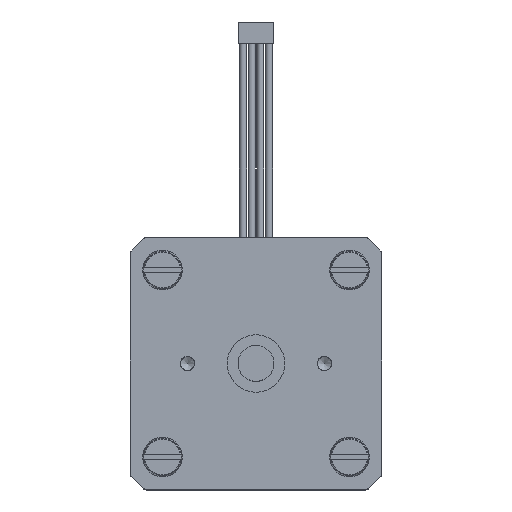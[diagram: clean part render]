
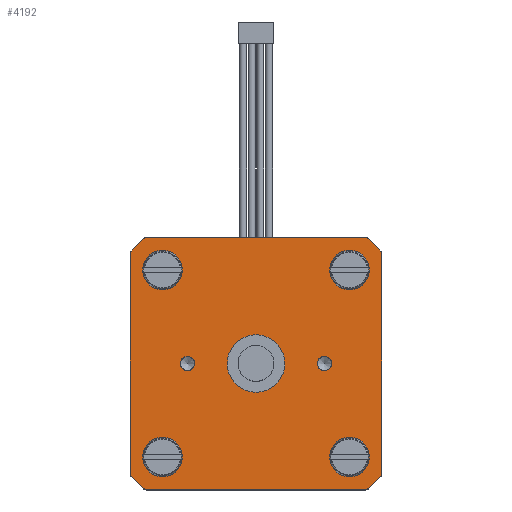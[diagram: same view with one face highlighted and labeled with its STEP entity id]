
A CAD part, top view. The second image highlights one B-rep face of the part: STEP entity #4192.
In plain terms, the highlighted face is planar.
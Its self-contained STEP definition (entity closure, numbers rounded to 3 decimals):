
#2668=CARTESIAN_POINT('',(8.518,0.,0.0));
#2669=VERTEX_POINT('',#2668);
#2670=CARTESIAN_POINT('',(9.525,0.,0.0));
#2671=DIRECTION('',(0.0,0.0,1.0));
#2672=DIRECTION('',(-1.0,0.0,0.0));
#2673=AXIS2_PLACEMENT_3D('',#2670,#2671,#2672);
#2674=CIRCLE('',#2673,1.007);
#2675=EDGE_CURVE('',#2669,#2669,#2674,.T.);
#2781=CARTESIAN_POINT('',(-10.532,0.,0.0));
#2782=VERTEX_POINT('',#2781);
#2783=CARTESIAN_POINT('',(-9.525,0.,0.0));
#2784=DIRECTION('',(0.0,0.0,1.0));
#2785=DIRECTION('',(-1.0,0.0,0.0));
#2786=AXIS2_PLACEMENT_3D('',#2783,#2784,#2785);
#2787=CIRCLE('',#2786,1.007);
#2788=EDGE_CURVE('',#2782,#2782,#2787,.T.);
#3098=CARTESIAN_POINT('',(-4.0,0.,0.0));
#3099=VERTEX_POINT('',#3098);
#3100=CARTESIAN_POINT('',(0.0,0.0,0.0));
#3101=DIRECTION('',(0.0,0.0,1.0));
#3102=DIRECTION('',(1.0,0.0,0.0));
#3103=AXIS2_PLACEMENT_3D('',#3100,#3101,#3102);
#3104=CIRCLE('',#3103,4.0);
#3105=EDGE_CURVE('',#3099,#3099,#3104,.T.);
#3126=CARTESIAN_POINT('',(-15.75,13.0,0.0));
#3127=VERTEX_POINT('',#3126);
#3128=CARTESIAN_POINT('',(-13.,13.0,0.0));
#3129=DIRECTION('',(0.0,0.0,1.0));
#3130=DIRECTION('',(1.0,0.0,0.0));
#3131=AXIS2_PLACEMENT_3D('',#3128,#3129,#3130);
#3132=CIRCLE('',#3131,2.75);
#3133=EDGE_CURVE('',#3127,#3127,#3132,.T.);
#3154=CARTESIAN_POINT('',(-15.75,-13.0,0.0));
#3155=VERTEX_POINT('',#3154);
#3156=CARTESIAN_POINT('',(-13.,-13.0,0.0));
#3157=DIRECTION('',(0.0,0.0,-1.0));
#3158=DIRECTION('',(1.0,0.0,0.0));
#3159=AXIS2_PLACEMENT_3D('',#3156,#3157,#3158);
#3160=CIRCLE('',#3159,2.75);
#3161=EDGE_CURVE('',#3155,#3155,#3160,.T.);
#3182=CARTESIAN_POINT('',(10.25,-13.0,0.0));
#3183=VERTEX_POINT('',#3182);
#3184=CARTESIAN_POINT('',(13.,-13.0,0.0));
#3185=DIRECTION('',(0.0,0.0,1.0));
#3186=DIRECTION('',(-1.0,0.0,0.0));
#3187=AXIS2_PLACEMENT_3D('',#3184,#3185,#3186);
#3188=CIRCLE('',#3187,2.75);
#3189=EDGE_CURVE('',#3183,#3183,#3188,.T.);
#3210=CARTESIAN_POINT('',(10.25,13.0,0.0));
#3211=VERTEX_POINT('',#3210);
#3212=CARTESIAN_POINT('',(13.,13.0,0.0));
#3213=DIRECTION('',(0.0,0.0,-1.0));
#3214=DIRECTION('',(-1.0,0.0,0.0));
#3215=AXIS2_PLACEMENT_3D('',#3212,#3213,#3214);
#3216=CIRCLE('',#3215,2.75);
#3217=EDGE_CURVE('',#3211,#3211,#3216,.T.);
#4028=CARTESIAN_POINT('',(-17.5,-17.5,0.0));
#4029=DIRECTION('',(0.0,0.0,1.0));
#4030=DIRECTION('',(1.0,0.0,0.0));
#4031=AXIS2_PLACEMENT_3D('',#4028,#4029,#4030);
#4032=PLANE('',#4031);
#4033=CARTESIAN_POINT('',(15.293,17.5,0.0));
#4034=VERTEX_POINT('',#4033);
#4035=CARTESIAN_POINT('',(-15.293,17.5,0.0));
#4036=VERTEX_POINT('',#4035);
#4037=CARTESIAN_POINT('',(15.293,17.5,0.0));
#4038=DIRECTION('',(-1.0,0.0,0.0));
#4039=VECTOR('',#4038,30.586);
#4040=LINE('',#4037,#4039);
#4041=EDGE_CURVE('',#4034,#4036,#4040,.T.);
#4042=ORIENTED_EDGE('',*,*,#4041,.F.);
#4043=CARTESIAN_POINT('',(15.646,17.354,0.0));
#4044=VERTEX_POINT('',#4043);
#4045=CARTESIAN_POINT('',(15.293,17.0,0.0));
#4046=DIRECTION('',(0.0,0.0,-1.0));
#4047=DIRECTION('',(1.0,0.0,0.0));
#4048=AXIS2_PLACEMENT_3D('',#4045,#4046,#4047);
#4049=CIRCLE('',#4048,0.5);
#4050=EDGE_CURVE('',#4034,#4044,#4049,.T.);
#4051=ORIENTED_EDGE('',*,*,#4050,.T.);
#4052=CARTESIAN_POINT('',(17.354,15.646,0.0));
#4053=VERTEX_POINT('',#4052);
#4054=CARTESIAN_POINT('',(15.646,17.354,0.0));
#4055=DIRECTION('',(0.707,-0.707,0.0));
#4056=VECTOR('',#4055,2.414);
#4057=LINE('',#4054,#4056);
#4058=EDGE_CURVE('',#4044,#4053,#4057,.T.);
#4059=ORIENTED_EDGE('',*,*,#4058,.T.);
#4060=CARTESIAN_POINT('',(17.5,15.293,0.0));
#4061=VERTEX_POINT('',#4060);
#4062=CARTESIAN_POINT('',(17.,15.293,0.0));
#4063=DIRECTION('',(0.0,0.0,-1.0));
#4064=DIRECTION('',(1.0,0.0,0.0));
#4065=AXIS2_PLACEMENT_3D('',#4062,#4063,#4064);
#4066=CIRCLE('',#4065,0.5);
#4067=EDGE_CURVE('',#4053,#4061,#4066,.T.);
#4068=ORIENTED_EDGE('',*,*,#4067,.T.);
#4069=CARTESIAN_POINT('',(17.5,-15.293,0.0));
#4070=VERTEX_POINT('',#4069);
#4071=CARTESIAN_POINT('',(17.5,-15.293,0.0));
#4072=DIRECTION('',(0.0,1.0,0.0));
#4073=VECTOR('',#4072,30.586);
#4074=LINE('',#4071,#4073);
#4075=EDGE_CURVE('',#4070,#4061,#4074,.T.);
#4076=ORIENTED_EDGE('',*,*,#4075,.F.);
#4077=CARTESIAN_POINT('',(17.354,-15.646,0.0));
#4078=VERTEX_POINT('',#4077);
#4079=CARTESIAN_POINT('',(17.,-15.293,0.0));
#4080=DIRECTION('',(0.0,0.0,-1.0));
#4081=DIRECTION('',(1.0,0.0,0.0));
#4082=AXIS2_PLACEMENT_3D('',#4079,#4080,#4081);
#4083=CIRCLE('',#4082,0.5);
#4084=EDGE_CURVE('',#4070,#4078,#4083,.T.);
#4085=ORIENTED_EDGE('',*,*,#4084,.T.);
#4086=CARTESIAN_POINT('',(15.646,-17.354,0.0));
#4087=VERTEX_POINT('',#4086);
#4088=CARTESIAN_POINT('',(17.354,-15.646,0.0));
#4089=DIRECTION('',(-0.707,-0.707,0.0));
#4090=VECTOR('',#4089,2.414);
#4091=LINE('',#4088,#4090);
#4092=EDGE_CURVE('',#4078,#4087,#4091,.T.);
#4093=ORIENTED_EDGE('',*,*,#4092,.T.);
#4094=CARTESIAN_POINT('',(15.293,-17.5,0.0));
#4095=VERTEX_POINT('',#4094);
#4096=CARTESIAN_POINT('',(15.293,-17.0,0.0));
#4097=DIRECTION('',(0.0,0.0,-1.0));
#4098=DIRECTION('',(1.0,0.0,0.0));
#4099=AXIS2_PLACEMENT_3D('',#4096,#4097,#4098);
#4100=CIRCLE('',#4099,0.5);
#4101=EDGE_CURVE('',#4087,#4095,#4100,.T.);
#4102=ORIENTED_EDGE('',*,*,#4101,.T.);
#4103=CARTESIAN_POINT('',(-15.293,-17.5,0.0));
#4104=VERTEX_POINT('',#4103);
#4105=CARTESIAN_POINT('',(-15.293,-17.5,0.0));
#4106=DIRECTION('',(1.0,0.0,0.0));
#4107=VECTOR('',#4106,30.586);
#4108=LINE('',#4105,#4107);
#4109=EDGE_CURVE('',#4104,#4095,#4108,.T.);
#4110=ORIENTED_EDGE('',*,*,#4109,.F.);
#4111=CARTESIAN_POINT('',(-15.646,-17.354,0.0));
#4112=VERTEX_POINT('',#4111);
#4113=CARTESIAN_POINT('',(-15.293,-17.,0.0));
#4114=DIRECTION('',(0.0,0.0,-1.0));
#4115=DIRECTION('',(1.0,0.0,0.0));
#4116=AXIS2_PLACEMENT_3D('',#4113,#4114,#4115);
#4117=CIRCLE('',#4116,0.5);
#4118=EDGE_CURVE('',#4104,#4112,#4117,.T.);
#4119=ORIENTED_EDGE('',*,*,#4118,.T.);
#4120=CARTESIAN_POINT('',(-17.354,-15.646,0.0));
#4121=VERTEX_POINT('',#4120);
#4122=CARTESIAN_POINT('',(-15.646,-17.354,0.0));
#4123=DIRECTION('',(-0.707,0.707,0.0));
#4124=VECTOR('',#4123,2.414);
#4125=LINE('',#4122,#4124);
#4126=EDGE_CURVE('',#4112,#4121,#4125,.T.);
#4127=ORIENTED_EDGE('',*,*,#4126,.T.);
#4128=CARTESIAN_POINT('',(-17.5,-15.293,0.0));
#4129=VERTEX_POINT('',#4128);
#4130=CARTESIAN_POINT('',(-17.0,-15.293,0.0));
#4131=DIRECTION('',(0.0,0.0,-1.0));
#4132=DIRECTION('',(1.0,0.0,0.0));
#4133=AXIS2_PLACEMENT_3D('',#4130,#4131,#4132);
#4134=CIRCLE('',#4133,0.5);
#4135=EDGE_CURVE('',#4121,#4129,#4134,.T.);
#4136=ORIENTED_EDGE('',*,*,#4135,.T.);
#4137=CARTESIAN_POINT('',(-17.5,15.293,0.0));
#4138=VERTEX_POINT('',#4137);
#4139=CARTESIAN_POINT('',(-17.5,15.293,0.0));
#4140=DIRECTION('',(0.0,-1.0,0.0));
#4141=VECTOR('',#4140,30.586);
#4142=LINE('',#4139,#4141);
#4143=EDGE_CURVE('',#4138,#4129,#4142,.T.);
#4144=ORIENTED_EDGE('',*,*,#4143,.F.);
#4145=CARTESIAN_POINT('',(-17.354,15.646,0.0));
#4146=VERTEX_POINT('',#4145);
#4147=CARTESIAN_POINT('',(-17.,15.293,0.0));
#4148=DIRECTION('',(0.0,0.0,-1.0));
#4149=DIRECTION('',(1.0,0.0,0.0));
#4150=AXIS2_PLACEMENT_3D('',#4147,#4148,#4149);
#4151=CIRCLE('',#4150,0.5);
#4152=EDGE_CURVE('',#4138,#4146,#4151,.T.);
#4153=ORIENTED_EDGE('',*,*,#4152,.T.);
#4154=CARTESIAN_POINT('',(-15.646,17.354,0.0));
#4155=VERTEX_POINT('',#4154);
#4156=CARTESIAN_POINT('',(-17.354,15.646,0.0));
#4157=DIRECTION('',(0.707,0.707,0.0));
#4158=VECTOR('',#4157,2.414);
#4159=LINE('',#4156,#4158);
#4160=EDGE_CURVE('',#4146,#4155,#4159,.T.);
#4161=ORIENTED_EDGE('',*,*,#4160,.T.);
#4162=CARTESIAN_POINT('',(-15.293,17.,0.0));
#4163=DIRECTION('',(0.0,0.0,-1.0));
#4164=DIRECTION('',(1.0,0.0,0.0));
#4165=AXIS2_PLACEMENT_3D('',#4162,#4163,#4164);
#4166=CIRCLE('',#4165,0.5);
#4167=EDGE_CURVE('',#4155,#4036,#4166,.T.);
#4168=ORIENTED_EDGE('',*,*,#4167,.T.);
#4169=EDGE_LOOP('',(#4042,#4051,#4059,#4068,#4076,#4085,#4093,#4102,#4110,#4119,#4127,#4136,#4144,#4153,#4161,#4168));
#4170=FACE_OUTER_BOUND('',#4169,.T.);
#4171=ORIENTED_EDGE('',*,*,#2675,.T.);
#4172=EDGE_LOOP('',(#4171));
#4173=FACE_BOUND('',#4172,.T.);
#4174=ORIENTED_EDGE('',*,*,#2788,.T.);
#4175=EDGE_LOOP('',(#4174));
#4176=FACE_BOUND('',#4175,.T.);
#4177=ORIENTED_EDGE('',*,*,#3105,.T.);
#4178=EDGE_LOOP('',(#4177));
#4179=FACE_BOUND('',#4178,.T.);
#4180=ORIENTED_EDGE('',*,*,#3217,.F.);
#4181=EDGE_LOOP('',(#4180));
#4182=FACE_BOUND('',#4181,.T.);
#4183=ORIENTED_EDGE('',*,*,#3189,.T.);
#4184=EDGE_LOOP('',(#4183));
#4185=FACE_BOUND('',#4184,.T.);
#4186=ORIENTED_EDGE('',*,*,#3161,.F.);
#4187=EDGE_LOOP('',(#4186));
#4188=FACE_BOUND('',#4187,.T.);
#4189=ORIENTED_EDGE('',*,*,#3133,.T.);
#4190=EDGE_LOOP('',(#4189));
#4191=FACE_BOUND('',#4190,.T.);
#4192=ADVANCED_FACE('',(#4170,#4173,#4176,#4179,#4182,#4185,#4188,#4191),#4032,.F.);
